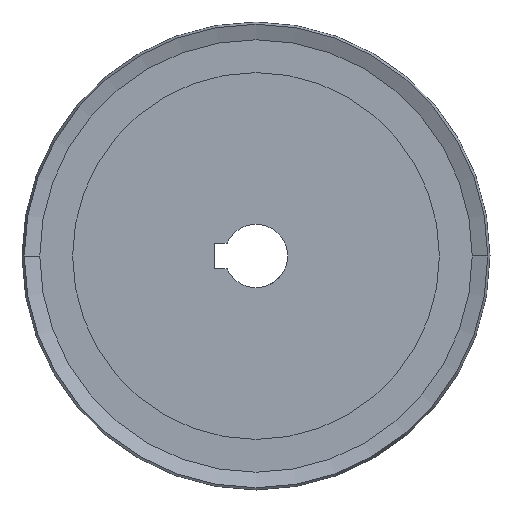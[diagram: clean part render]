
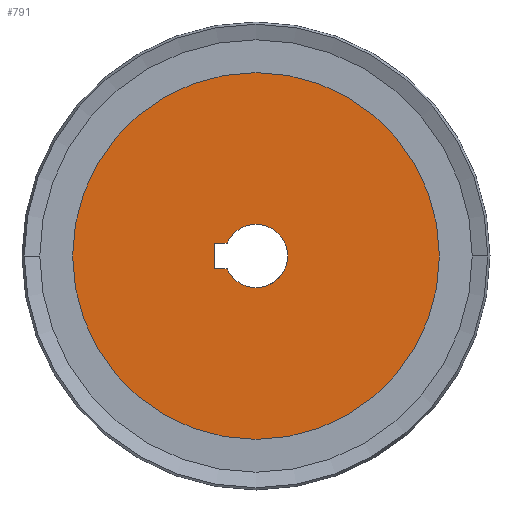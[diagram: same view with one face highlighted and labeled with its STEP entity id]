
A CAD part, left-side view. The second image highlights one B-rep face of the part: STEP entity #791.
In plain terms, the highlighted planar face has unit normal (-1, 0, 0).
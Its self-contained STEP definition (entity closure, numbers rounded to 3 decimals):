
#791 = ADVANCED_FACE( '', ( #2084, #2085 ), #2086, .T. );
#2084 = FACE_BOUND( '', #3424, .T. );
#2085 = FACE_OUTER_BOUND( '', #3425, .T. );
#2086 = PLANE( '', #3426 );
#3424 = EDGE_LOOP( '', ( #9060, #9061, #9062, #9063, #9064 ) );
#3425 = EDGE_LOOP( '', ( #9065, #9066 ) );
#3426 = AXIS2_PLACEMENT_3D( '', #9067, #9068, #9069 );
#9060 = ORIENTED_EDGE( '', *, *, #9446, .T. );
#9061 = ORIENTED_EDGE( '', *, *, #9419, .F. );
#9062 = ORIENTED_EDGE( '', *, *, #11219, .F. );
#9063 = ORIENTED_EDGE( '', *, *, #9451, .T. );
#9064 = ORIENTED_EDGE( '', *, *, #9455, .T. );
#9065 = ORIENTED_EDGE( '', *, *, #9389, .T. );
#9066 = ORIENTED_EDGE( '', *, *, #11230, .T. );
#9067 = CARTESIAN_POINT( '', ( 0., 17., 0. ) );
#9068 = DIRECTION( '', ( -1., 0., 0. ) );
#9069 = DIRECTION( '', ( 0., 1., 0. ) );
#9389 = EDGE_CURVE( '', #11324, #11328, #11330, .T. );
#9419 = EDGE_CURVE( '', #11381, #11384, #11385, .T. );
#9446 = EDGE_CURVE( '', #11437, #11384, #11438, .T. );
#9451 = EDGE_CURVE( '', #11447, #11445, #11448, .T. );
#9455 = EDGE_CURVE( '', #11445, #11437, #11452, .T. );
#11219 = EDGE_CURVE( '', #11447, #11381, #14384, .T. );
#11230 = EDGE_CURVE( '', #11328, #11324, #14395, .T. );
#11324 = VERTEX_POINT( '', #14543 );
#11328 = VERTEX_POINT( '', #14548 );
#11330 = CIRCLE( '', #14551, 29. );
#11381 = VERTEX_POINT( '', #14616 );
#11384 = VERTEX_POINT( '', #14620 );
#11385 = CIRCLE( '', #14621, 5. );
#11437 = VERTEX_POINT( '', #14891 );
#11438 = LINE( '', #14892, #14893 );
#11445 = VERTEX_POINT( '', #14903 );
#11447 = VERTEX_POINT( '', #14906 );
#11448 = LINE( '', #14907, #14908 );
#11452 = LINE( '', #14914, #14915 );
#14384 = CIRCLE( '', #18652, 5. );
#14395 = CIRCLE( '', #18663, 29. );
#14543 = CARTESIAN_POINT( '', ( 0., 29., 0. ) );
#14548 = CARTESIAN_POINT( '', ( 0., -29., 0. ) );
#14551 = AXIS2_PLACEMENT_3D( '', #18879, #18880, #18881 );
#14616 = CARTESIAN_POINT( '', ( 0., -5., 0. ) );
#14620 = CARTESIAN_POINT( '', ( 0., 4.583, 2. ) );
#14621 = AXIS2_PLACEMENT_3D( '', #18939, #18940, #18941 );
#14891 = CARTESIAN_POINT( '', ( 0., 6.5, 2. ) );
#14892 = CARTESIAN_POINT( '', ( 0., 8.5, 2. ) );
#14893 = VECTOR( '', #18953, 1. );
#14903 = CARTESIAN_POINT( '', ( 0., 6.5, -2. ) );
#14906 = CARTESIAN_POINT( '', ( 0., 4.583, -2. ) );
#14907 = CARTESIAN_POINT( '', ( 0., 11.75, -2. ) );
#14908 = VECTOR( '', #18958, 1. );
#14914 = CARTESIAN_POINT( '', ( 0., 6.5, 1. ) );
#14915 = VECTOR( '', #18964, 1. );
#18652 = AXIS2_PLACEMENT_3D( '', #23013, #23014, #23015 );
#18663 = AXIS2_PLACEMENT_3D( '', #23046, #23047, #23048 );
#18879 = CARTESIAN_POINT( '', ( 0., 0., 0. ) );
#18880 = DIRECTION( '', ( -1., 0., 0. ) );
#18881 = DIRECTION( '', ( 0., 1., 0. ) );
#18939 = CARTESIAN_POINT( '', ( 0., 0., 0. ) );
#18940 = DIRECTION( '', ( -1., 0., 0. ) );
#18941 = DIRECTION( '', ( 0., 1., 0. ) );
#18953 = DIRECTION( '', ( 0., -1., 0. ) );
#18958 = DIRECTION( '', ( 0., 1., 0. ) );
#18964 = DIRECTION( '', ( 0., 0., 1. ) );
#23013 = CARTESIAN_POINT( '', ( 0., 0., 0. ) );
#23014 = DIRECTION( '', ( -1., 0., 0. ) );
#23015 = DIRECTION( '', ( 0., 1., 0. ) );
#23046 = CARTESIAN_POINT( '', ( 0., 0., 0. ) );
#23047 = DIRECTION( '', ( -1., 0., 0. ) );
#23048 = DIRECTION( '', ( 0., 1., 0. ) );
